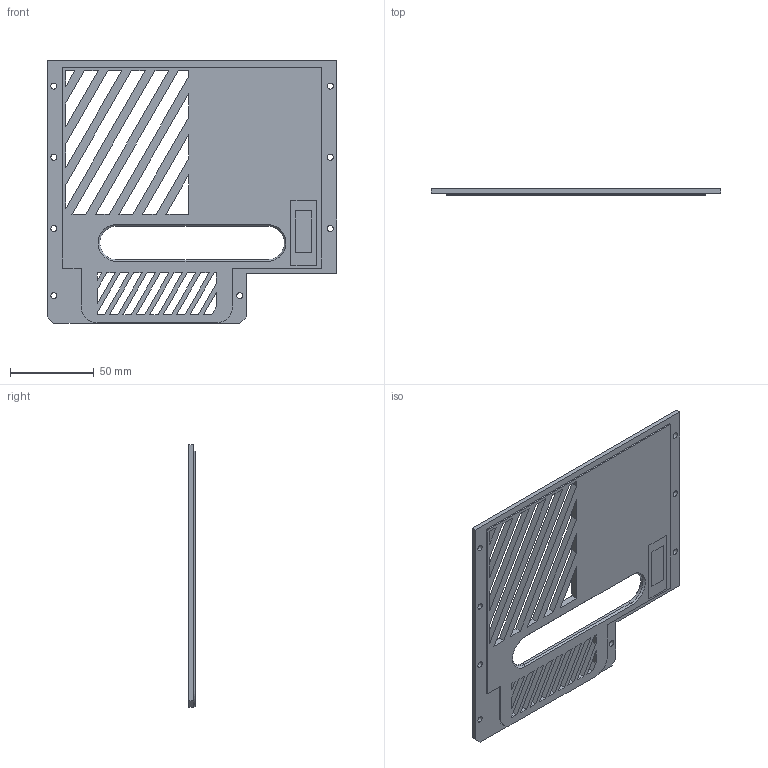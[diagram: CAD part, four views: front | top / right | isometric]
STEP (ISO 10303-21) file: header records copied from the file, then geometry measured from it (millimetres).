
FILE_DESCRIPTION(/* description */ (''),/* implementation_level */ '2;1');
FILE_NAME(/* name */ 'Rear Panel - Template.step',/* time_stamp */ '2022-10-19T08:42:10-05:00',/* author */ (''),/* organization */ (''),/* preprocessor_version */ 'ST-DEVELOPER v19',/* originating_system */ 'Autodesk Translation Framework v11.7.0.108',/* authorisation */ '');
FILE_SCHEMA (('AUTOMOTIVE_DESIGN { 1 0 10303 214 3 1 1 }'));
Length unit declared in the file: millimetre
Products named in the file (4): Rear Panel - Generic; No USB; USB B Panel; USB C Panel
Assembly tree (3 placements, depth 2):
  Rear Panel - Generic
    No USB
    USB B Panel
    USB C Panel
Bounding box: 172.55 x 3.8 x 156.8 mm (x, y, z)
Surface area: 141591.8 mm2
Topology: 3 solids, 3 shells, 392 faces, 1119 edges, 738 vertices
Faces by surface type: plane 336, cylinder 44, cone 12
Full cylindrical faces by diameter (mm): 3.5 x2, 3.6 x26
Entity records: 13078 total; most frequent: CARTESIAN_POINT 2257, ORIENTED_EDGE 2238, DIRECTION 2019, EDGE_CURVE 1119, LINE 1019, VECTOR 1019, VERTEX_POINT 738, EDGE_LOOP 583
